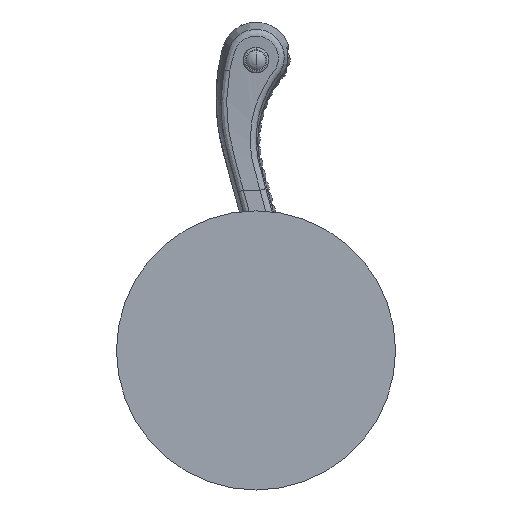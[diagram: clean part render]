
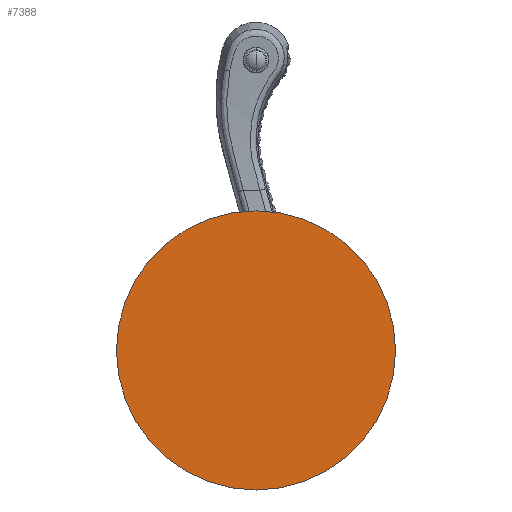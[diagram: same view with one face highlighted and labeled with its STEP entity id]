
A CAD part, front view. The second image highlights one B-rep face of the part: STEP entity #7388.
In plain terms, the highlighted planar face has unit normal (0, -1, 0).
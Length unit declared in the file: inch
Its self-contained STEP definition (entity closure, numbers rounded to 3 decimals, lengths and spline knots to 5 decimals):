
#2120=CARTESIAN_POINT('',(0.,0.,0.));
#2121=DIRECTION('',(0.,-1.,0.));
#2122=DIRECTION('',(0.,0.,-1.));
#2123=AXIS2_PLACEMENT_3D('',#2120,#2121,#2122);
#2135=CARTESIAN_POINT('',(0.,0.,0.));
#2136=DIRECTION('',(0.,1.,0.));
#2137=DIRECTION('',(0.,0.,-1.));
#2138=AXIS2_PLACEMENT_3D('',#2135,#2136,#2137);
#5596=CARTESIAN_POINT('',(0.,0.,-1.4225));
#5598=VERTEX_POINT('',#5596);
#5600=CARTESIAN_POINT('',(0.,0.,1.4225));
#5602=VERTEX_POINT('',#5600);
#7379=CARTESIAN_POINT('',(0.,0.,0.));
#7380=DIRECTION('',(0.,-1.,0.));
#7381=DIRECTION('',(0.,0.,1.));
#7382=AXIS2_PLACEMENT_3D('',#7379,#7380,#7381);
#7383=PLANE('',#7382);
#7384=ORIENTED_EDGE('',*,*,#7334,.F.);
#7385=ORIENTED_EDGE('',*,*,#7374,.T.);
#7386=EDGE_LOOP('',(#7384,#7385));
#7387=FACE_OUTER_BOUND('',#7386,.F.);
#7388=ADVANCED_FACE('',(#7387),#7383,.T.);
#2124=CIRCLE('',#2123,1.4225);
#2139=CIRCLE('',#2138,1.4225);
#7334=EDGE_CURVE('',#5598,#5602,#2124,.T.);
#7374=EDGE_CURVE('',#5598,#5602,#2139,.T.);
